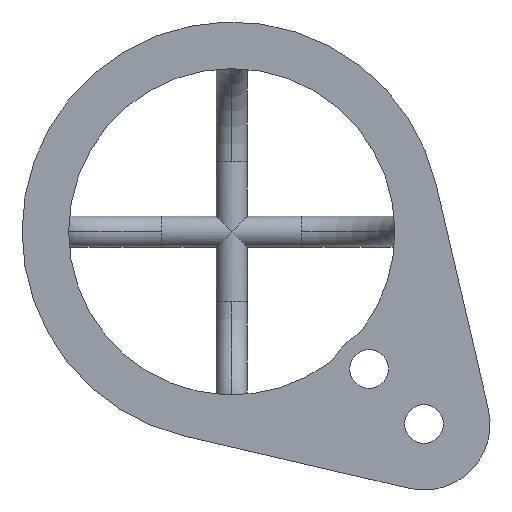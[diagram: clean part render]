
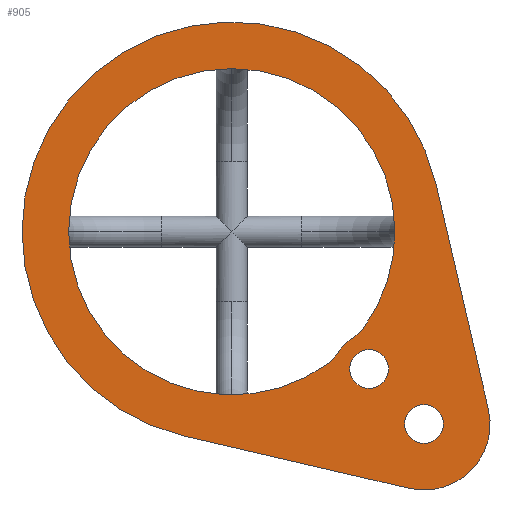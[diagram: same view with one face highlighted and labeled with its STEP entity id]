
A CAD part, front view. The second image highlights one B-rep face of the part: STEP entity #905.
In plain terms, the highlighted planar face has unit normal (0, -1, 0).
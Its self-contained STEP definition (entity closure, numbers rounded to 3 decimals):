
#6 = AXIS2_PLACEMENT_3D ( 'NONE', #324, #225, #651 ) ;
#8 = EDGE_CURVE ( 'NONE', #158, #501, #45, .T. ) ;
#9 = CARTESIAN_POINT ( 'NONE',  ( 27.249, -3., -24.749 ) ) ;
#15 = ORIENTED_EDGE ( 'NONE', *, *, #744, .F. ) ;
#21 = ORIENTED_EDGE ( 'NONE', *, *, #636, .T. ) ;
#22 = CIRCLE ( 'NONE', #207, 2.5 ) ;
#36 = CARTESIAN_POINT ( 'NONE',  ( 24.749, -3., -24.749 ) ) ;
#45 = CIRCLE ( 'NONE', #951, 21. ) ;
#46 = DIRECTION ( 'NONE',  ( 0., 1., 0. ) ) ;
#49 = AXIS2_PLACEMENT_3D ( 'NONE', #1254, #1052, #309 ) ;
#50 = AXIS2_PLACEMENT_3D ( 'NONE', #1170, #564, #440 ) ;
#55 = EDGE_CURVE ( 'NONE', #532, #1199, #132, .T. ) ;
#61 = CARTESIAN_POINT ( 'NONE',  ( 0., -3., 0. ) ) ;
#69 = CARTESIAN_POINT ( 'NONE',  ( 0., -3., 0. ) ) ;
#70 = EDGE_LOOP ( 'NONE', ( #1154, #1281, #251, #314, #151, #808 ) ) ;
#119 = CARTESIAN_POINT ( 'NONE',  ( 0., -3., 0. ) ) ;
#132 = CIRCLE ( 'NONE', #429, 5. ) ;
#146 = VERTEX_POINT ( 'NONE', #1156 ) ;
#149 = EDGE_LOOP ( 'NONE', ( #199, #513 ) ) ;
#151 = ORIENTED_EDGE ( 'NONE', *, *, #528, .F. ) ;
#154 = CARTESIAN_POINT ( 'NONE',  ( 24.749, -3., -24.749 ) ) ;
#158 = VERTEX_POINT ( 'NONE', #761 ) ;
#167 = DIRECTION ( 'NONE',  ( 1., 0., 0. ) ) ;
#199 = ORIENTED_EDGE ( 'NONE', *, *, #235, .F. ) ;
#204 = VERTEX_POINT ( 'NONE', #860 ) ;
#207 = AXIS2_PLACEMENT_3D ( 'NONE', #910, #791, #167 ) ;
#225 = DIRECTION ( 'NONE',  ( 0., 1., 0. ) ) ;
#228 = VECTOR ( 'NONE', #653, 1000. ) ;
#235 = EDGE_CURVE ( 'NONE', #272, #204, #1041, .T. ) ;
#237 = CARTESIAN_POINT ( 'NONE',  ( 26.298, -3., 6.115 ) ) ;
#251 = ORIENTED_EDGE ( 'NONE', *, *, #258, .F. ) ;
#252 = AXIS2_PLACEMENT_3D ( 'NONE', #36, #463, #1312 ) ;
#258 = EDGE_CURVE ( 'NONE', #532, #1094, #796, .T. ) ;
#259 = ORIENTED_EDGE ( 'NONE', *, *, #1190, .T. ) ;
#261 = DIRECTION ( 'NONE',  ( 0.974, 0., -0.226 ) ) ;
#267 = EDGE_CURVE ( 'NONE', #204, #272, #22, .T. ) ;
#270 = CARTESIAN_POINT ( 'NONE',  ( 12.426, -3., -16.929 ) ) ;
#272 = VERTEX_POINT ( 'NONE', #392 ) ;
#275 = AXIS2_PLACEMENT_3D ( 'NONE', #69, #374, #1201 ) ;
#277 = VECTOR ( 'NONE', #261, 1000. ) ;
#279 = DIRECTION ( 'NONE',  ( 0., -1., 0. ) ) ;
#283 = ORIENTED_EDGE ( 'NONE', *, *, #1132, .T. ) ;
#287 = CARTESIAN_POINT ( 'NONE',  ( 26.298, -3., 6.115 ) ) ;
#301 = DIRECTION ( 'NONE',  ( 0., 1., 0. ) ) ;
#308 = PLANE ( 'NONE',  #975 ) ;
#309 = DIRECTION ( 'NONE',  ( 1., 0., 0. ) ) ;
#314 = ORIENTED_EDGE ( 'NONE', *, *, #55, .T. ) ;
#321 = CIRCLE ( 'NONE', #1061, 27. ) ;
#324 = CARTESIAN_POINT ( 'NONE',  ( 12.898, -3., -9.467 ) ) ;
#374 = DIRECTION ( 'NONE',  ( 0., -1., 0. ) ) ;
#378 = EDGE_CURVE ( 'NONE', #986, #1020, #933, .T. ) ;
#392 = CARTESIAN_POINT ( 'NONE',  ( 15.178, -3., -17.678 ) ) ;
#409 = CIRCLE ( 'NONE', #275, 27. ) ;
#429 = AXIS2_PLACEMENT_3D ( 'NONE', #804, #1257, #632 ) ;
#440 = DIRECTION ( 'NONE',  ( 1., 0., 0. ) ) ;
#463 = DIRECTION ( 'NONE',  ( 0., -1., 0. ) ) ;
#466 = EDGE_LOOP ( 'NONE', ( #15, #813 ) ) ;
#474 = DIRECTION ( 'NONE',  ( -1., 0., 0. ) ) ;
#483 = DIRECTION ( 'NONE',  ( 0., -1., 0. ) ) ;
#493 = CARTESIAN_POINT ( 'NONE',  ( 17.678, -3., -17.678 ) ) ;
#501 = VERTEX_POINT ( 'NONE', #857 ) ;
#513 = ORIENTED_EDGE ( 'NONE', *, *, #267, .F. ) ;
#525 = DIRECTION ( 'NONE',  ( 1., 0., 0. ) ) ;
#528 = EDGE_CURVE ( 'NONE', #782, #1199, #1098, .T. ) ;
#532 = VERTEX_POINT ( 'NONE', #765 ) ;
#564 = DIRECTION ( 'NONE',  ( 0., -1., 0. ) ) ;
#569 = CARTESIAN_POINT ( 'NONE',  ( -6.115, -3., -26.298 ) ) ;
#571 = DIRECTION ( 'NONE',  ( 1., 0., 0. ) ) ;
#624 = AXIS2_PLACEMENT_3D ( 'NONE', #1103, #46, #474 ) ;
#632 = DIRECTION ( 'NONE',  ( -1., 0., 0. ) ) ;
#635 = ORIENTED_EDGE ( 'NONE', *, *, #775, .T. ) ;
#636 = EDGE_CURVE ( 'NONE', #146, #700, #1166, .T. ) ;
#648 = CIRCLE ( 'NONE', #1278, 8.5 ) ;
#651 = DIRECTION ( 'NONE',  ( -1., 0., 0. ) ) ;
#653 = DIRECTION ( 'NONE',  ( -0.226, 0., 0.974 ) ) ;
#678 = VERTEX_POINT ( 'NONE', #569 ) ;
#685 = CARTESIAN_POINT ( 'NONE',  ( -27., -3., 0. ) ) ;
#700 = VERTEX_POINT ( 'NONE', #287 ) ;
#702 = CARTESIAN_POINT ( 'NONE',  ( 22.823, -3., -33.028 ) ) ;
#744 = EDGE_CURVE ( 'NONE', #1020, #986, #753, .T. ) ;
#749 = EDGE_LOOP ( 'NONE', ( #259, #21, #898, #635, #283 ) ) ;
#753 = CIRCLE ( 'NONE', #252, 2.5 ) ;
#761 = CARTESIAN_POINT ( 'NONE',  ( 16.929, -3., -12.426 ) ) ;
#765 = CARTESIAN_POINT ( 'NONE',  ( 13.789, -3., -15.414 ) ) ;
#775 = EDGE_CURVE ( 'NONE', #1082, #678, #409, .T. ) ;
#782 = VERTEX_POINT ( 'NONE', #789 ) ;
#787 = CARTESIAN_POINT ( 'NONE',  ( 15.414, -3., -13.789 ) ) ;
#789 = CARTESIAN_POINT ( 'NONE',  ( -21., -3., 0. ) ) ;
#791 = DIRECTION ( 'NONE',  ( 0., -1., 0. ) ) ;
#796 = CIRCLE ( 'NONE', #624, 4.5 ) ;
#800 = DIRECTION ( 'NONE',  ( 0., -1., 0. ) ) ;
#804 = CARTESIAN_POINT ( 'NONE',  ( 9.467, -3., -12.898 ) ) ;
#808 = ORIENTED_EDGE ( 'NONE', *, *, #946, .F. ) ;
#813 = ORIENTED_EDGE ( 'NONE', *, *, #378, .F. ) ;
#818 = FACE_BOUND ( 'NONE', #466, .T. ) ;
#826 = AXIS2_PLACEMENT_3D ( 'NONE', #119, #1070, #1066 ) ;
#839 = FACE_BOUND ( 'NONE', #149, .T. ) ;
#857 = CARTESIAN_POINT ( 'NONE',  ( 21., -3., 0. ) ) ;
#860 = CARTESIAN_POINT ( 'NONE',  ( 20.178, -3., -17.678 ) ) ;
#882 = DIRECTION ( 'NONE',  ( 0., -1., 0. ) ) ;
#892 = DIRECTION ( 'NONE',  ( 1., 0., 0. ) ) ;
#898 = ORIENTED_EDGE ( 'NONE', *, *, #1175, .T. ) ;
#905 = ADVANCED_FACE ( 'NONE', ( #1246, #839, #818, #1240 ), #308, .F. ) ;
#910 = CARTESIAN_POINT ( 'NONE',  ( 17.678, -3., -17.678 ) ) ;
#933 = CIRCLE ( 'NONE', #49, 2.5 ) ;
#946 = EDGE_CURVE ( 'NONE', #501, #782, #1256, .T. ) ;
#951 = AXIS2_PLACEMENT_3D ( 'NONE', #1310, #483, #892 ) ;
#975 = AXIS2_PLACEMENT_3D ( 'NONE', #1231, #301, #525 ) ;
#984 = LINE ( 'NONE', #1193, #277 ) ;
#986 = VERTEX_POINT ( 'NONE', #9 ) ;
#1009 = DIRECTION ( 'NONE',  ( -1., 0., 0. ) ) ;
#1020 = VERTEX_POINT ( 'NONE', #1165 ) ;
#1027 = CIRCLE ( 'NONE', #6, 5. ) ;
#1041 = CIRCLE ( 'NONE', #1205, 2.5 ) ;
#1052 = DIRECTION ( 'NONE',  ( 0., -1., 0. ) ) ;
#1061 = AXIS2_PLACEMENT_3D ( 'NONE', #61, #882, #1297 ) ;
#1066 = DIRECTION ( 'NONE',  ( 1., 0., 0. ) ) ;
#1070 = DIRECTION ( 'NONE',  ( 0., -1., 0. ) ) ;
#1082 = VERTEX_POINT ( 'NONE', #685 ) ;
#1094 = VERTEX_POINT ( 'NONE', #787 ) ;
#1098 = CIRCLE ( 'NONE', #50, 21. ) ;
#1103 = CARTESIAN_POINT ( 'NONE',  ( 17.678, -3., -17.678 ) ) ;
#1132 = EDGE_CURVE ( 'NONE', #678, #1269, #984, .T. ) ;
#1154 = ORIENTED_EDGE ( 'NONE', *, *, #8, .F. ) ;
#1156 = CARTESIAN_POINT ( 'NONE',  ( 33.028, -3., -22.823 ) ) ;
#1165 = CARTESIAN_POINT ( 'NONE',  ( 22.249, -3., -24.749 ) ) ;
#1166 = LINE ( 'NONE', #237, #228 ) ;
#1170 = CARTESIAN_POINT ( 'NONE',  ( 0., -3., 0. ) ) ;
#1175 = EDGE_CURVE ( 'NONE', #700, #1082, #321, .T. ) ;
#1190 = EDGE_CURVE ( 'NONE', #1269, #146, #648, .T. ) ;
#1193 = CARTESIAN_POINT ( 'NONE',  ( 22.823, -3., -33.028 ) ) ;
#1199 = VERTEX_POINT ( 'NONE', #270 ) ;
#1201 = DIRECTION ( 'NONE',  ( 1., 0., 0. ) ) ;
#1205 = AXIS2_PLACEMENT_3D ( 'NONE', #493, #800, #571 ) ;
#1231 = CARTESIAN_POINT ( 'NONE',  ( 24.749, -3., -24.749 ) ) ;
#1240 = FACE_OUTER_BOUND ( 'NONE', #749, .T. ) ;
#1246 = FACE_BOUND ( 'NONE', #70, .T. ) ;
#1254 = CARTESIAN_POINT ( 'NONE',  ( 24.749, -3., -24.749 ) ) ;
#1256 = CIRCLE ( 'NONE', #826, 21. ) ;
#1257 = DIRECTION ( 'NONE',  ( 0., 1., 0. ) ) ;
#1269 = VERTEX_POINT ( 'NONE', #702 ) ;
#1278 = AXIS2_PLACEMENT_3D ( 'NONE', #154, #279, #1009 ) ;
#1281 = ORIENTED_EDGE ( 'NONE', *, *, #1348, .T. ) ;
#1297 = DIRECTION ( 'NONE',  ( 1., 0., 0. ) ) ;
#1310 = CARTESIAN_POINT ( 'NONE',  ( 0., -3., 0. ) ) ;
#1312 = DIRECTION ( 'NONE',  ( 1., 0., 0. ) ) ;
#1348 = EDGE_CURVE ( 'NONE', #158, #1094, #1027, .T. ) ;
